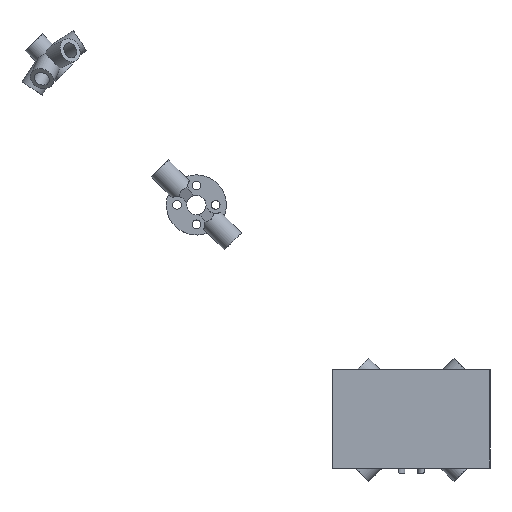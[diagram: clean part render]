
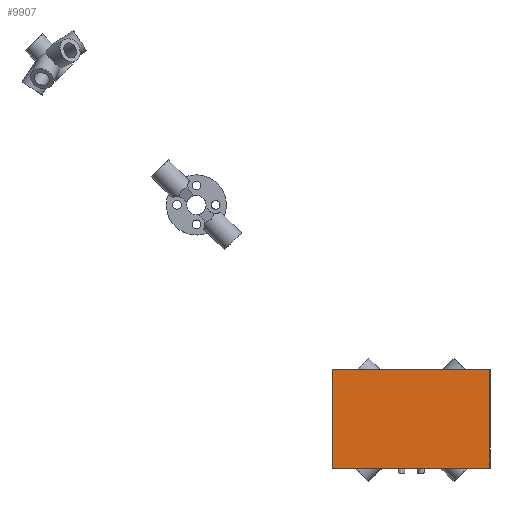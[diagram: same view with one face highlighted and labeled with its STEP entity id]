
A CAD part, top view. The second image highlights one B-rep face of the part: STEP entity #9907.
In plain terms, the highlighted face is planar.
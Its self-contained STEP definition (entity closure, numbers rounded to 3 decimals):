
#1566=FACE_OUTER_BOUND('',#2128,.T.);
#2128=EDGE_LOOP('',(#8068,#8069,#8070,#8071));
#2865=LINE('',#18536,#3640);
#2885=LINE('',#18576,#3660);
#2887=LINE('',#18579,#3662);
#2888=LINE('',#18581,#3663);
#3640=VECTOR('',#13117,10.);
#3660=VECTOR('',#13151,10.);
#3662=VECTOR('',#13155,10.);
#3663=VECTOR('',#13158,10.);
#4457=VERTEX_POINT('',#18533);
#4458=VERTEX_POINT('',#18535);
#4470=VERTEX_POINT('',#18573);
#4471=VERTEX_POINT('',#18575);
#5719=EDGE_CURVE('',#4457,#4458,#2865,.F.);
#5739=EDGE_CURVE('',#4470,#4471,#2885,.T.);
#5741=EDGE_CURVE('',#4458,#4470,#2887,.T.);
#5742=EDGE_CURVE('',#4457,#4471,#2888,.T.);
#8068=ORIENTED_EDGE('',*,*,#5741,.F.);
#8069=ORIENTED_EDGE('',*,*,#5719,.F.);
#8070=ORIENTED_EDGE('',*,*,#5742,.T.);
#8071=ORIENTED_EDGE('',*,*,#5739,.F.);
#9482=PLANE('',#10838);
#9907=ADVANCED_FACE('',(#1566),#9482,.T.);
#10838=AXIS2_PLACEMENT_3D('',#18580,#13156,#13157);
#13117=DIRECTION('',(-1.,0.,0.));
#13151=DIRECTION('',(-1.,0.,0.));
#13155=DIRECTION('',(0.,1.,0.));
#13156=DIRECTION('center_axis',(0.,0.,-1.));
#13157=DIRECTION('ref_axis',(1.,0.,0.));
#13158=DIRECTION('',(0.,1.,0.));
#18533=CARTESIAN_POINT('',(-18.3,-11.25,-18.121));
#18535=CARTESIAN_POINT('',(18.3,-11.25,-18.121));
#18536=CARTESIAN_POINT('',(-8.9,-11.25,-18.121));
#18573=CARTESIAN_POINT('',(18.3,11.75,-18.121));
#18575=CARTESIAN_POINT('',(-18.3,11.75,-18.121));
#18576=CARTESIAN_POINT('',(-8.9,11.75,-18.121));
#18579=CARTESIAN_POINT('',(18.3,0.,-18.121));
#18580=CARTESIAN_POINT('Origin',(-17.8,0.,-18.121));
#18581=CARTESIAN_POINT('',(-18.3,0.,-18.121));
